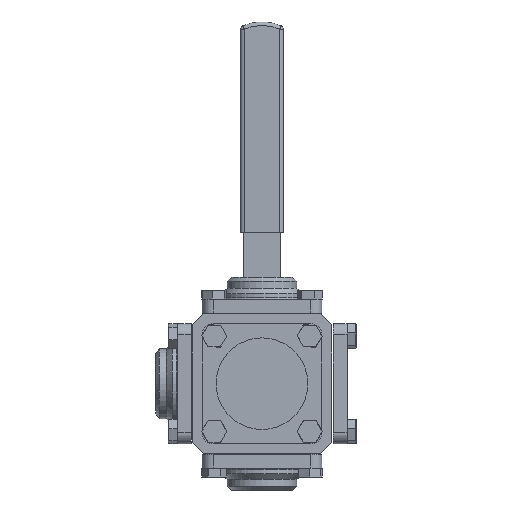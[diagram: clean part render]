
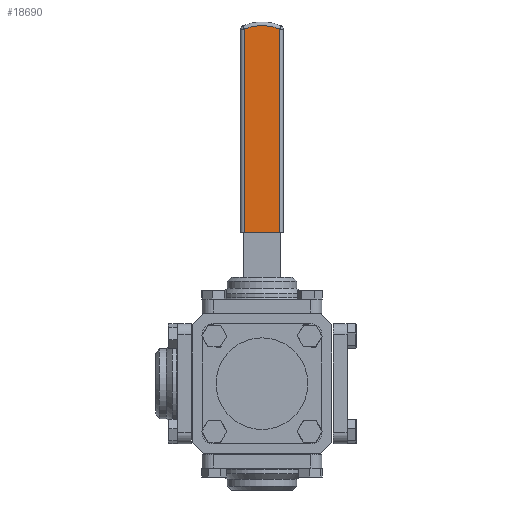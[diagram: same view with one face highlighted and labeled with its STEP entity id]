
A CAD part, front view. The second image highlights one B-rep face of the part: STEP entity #18690.
In plain terms, the highlighted planar face has unit normal (0, -1, 0).
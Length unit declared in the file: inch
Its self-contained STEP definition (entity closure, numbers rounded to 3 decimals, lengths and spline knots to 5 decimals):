
#1772 = LINE ( 'NONE', #22043, #11006 ) ;
#1793 = EDGE_CURVE ( 'NONE', #21109, #6273, #4873, .T. ) ;
#2209 = DIRECTION ( 'NONE',  ( -1., 0., 0. ) ) ;
#2778 = DIRECTION ( 'NONE',  ( -1., 0., 0. ) ) ;
#3591 = DIRECTION ( 'NONE',  ( 0., 0., 1. ) ) ;
#4683 = AXIS2_PLACEMENT_3D ( 'NONE', #18567, #11947, #27631 ) ;
#4873 = CIRCLE ( 'NONE', #20951, 1.4775 ) ;
#5404 = EDGE_LOOP ( 'NONE', ( #26986, #15590, #17795, #15049 ) ) ;
#6273 = VERTEX_POINT ( 'NONE', #18484 ) ;
#8667 = EDGE_CURVE ( 'NONE', #6273, #12762, #1772, .T. ) ;
#9236 = CARTESIAN_POINT ( 'NONE',  ( -0.7275, 5.8245, 5.14826 ) ) ;
#11006 = VECTOR ( 'NONE', #12674, 39.37008 ) ;
#11255 = CARTESIAN_POINT ( 'NONE',  ( 0., 5.8245, 10.72041 ) ) ;
#11947 = DIRECTION ( 'NONE',  ( 0., 1., 0. ) ) ;
#12182 = EDGE_CURVE ( 'NONE', #13070, #21109, #21427, .T. ) ;
#12674 = DIRECTION ( 'NONE',  ( 0., 0., -1. ) ) ;
#12762 = VERTEX_POINT ( 'NONE', #27806 ) ;
#13070 = VERTEX_POINT ( 'NONE', #17475 ) ;
#15049 = ORIENTED_EDGE ( 'NONE', *, *, #8667, .T. ) ;
#15235 = CARTESIAN_POINT ( 'NONE',  ( 0.6025, 5.8245, 12.14826 ) ) ;
#15590 = ORIENTED_EDGE ( 'NONE', *, *, #12182, .T. ) ;
#16044 = EDGE_CURVE ( 'NONE', #13070, #12762, #22196, .T. ) ;
#16552 = PLANE ( 'NONE',  #4683 ) ;
#17475 = CARTESIAN_POINT ( 'NONE',  ( 0.6025, 5.8245, 5.14826 ) ) ;
#17795 = ORIENTED_EDGE ( 'NONE', *, *, #1793, .T. ) ;
#18484 = CARTESIAN_POINT ( 'NONE',  ( -0.6025, 5.8245, 12.06949 ) ) ;
#18567 = CARTESIAN_POINT ( 'NONE',  ( 0., 5.8245, 10.72041 ) ) ;
#18690 = ADVANCED_FACE ( 'NONE', ( #23037 ), #16552, .F. ) ;
#20083 = VECTOR ( 'NONE', #2209, 39.37008 ) ;
#20935 = CARTESIAN_POINT ( 'NONE',  ( 0.6025, 5.8245, 12.06949 ) ) ;
#20951 = AXIS2_PLACEMENT_3D ( 'NONE', #11255, #22336, #2778 ) ;
#21109 = VERTEX_POINT ( 'NONE', #20935 ) ;
#21427 = LINE ( 'NONE', #15235, #21678 ) ;
#21678 = VECTOR ( 'NONE', #3591, 39.37008 ) ;
#22043 = CARTESIAN_POINT ( 'NONE',  ( -0.6025, 5.8245, 5.14826 ) ) ;
#22196 = LINE ( 'NONE', #9236, #20083 ) ;
#22336 = DIRECTION ( 'NONE',  ( 0., -1., 0. ) ) ;
#23037 = FACE_OUTER_BOUND ( 'NONE', #5404, .T. ) ;
#26986 = ORIENTED_EDGE ( 'NONE', *, *, #16044, .F. ) ;
#27631 = DIRECTION ( 'NONE',  ( -1., 0., 0. ) ) ;
#27806 = CARTESIAN_POINT ( 'NONE',  ( -0.6025, 5.8245, 5.14826 ) ) ;
